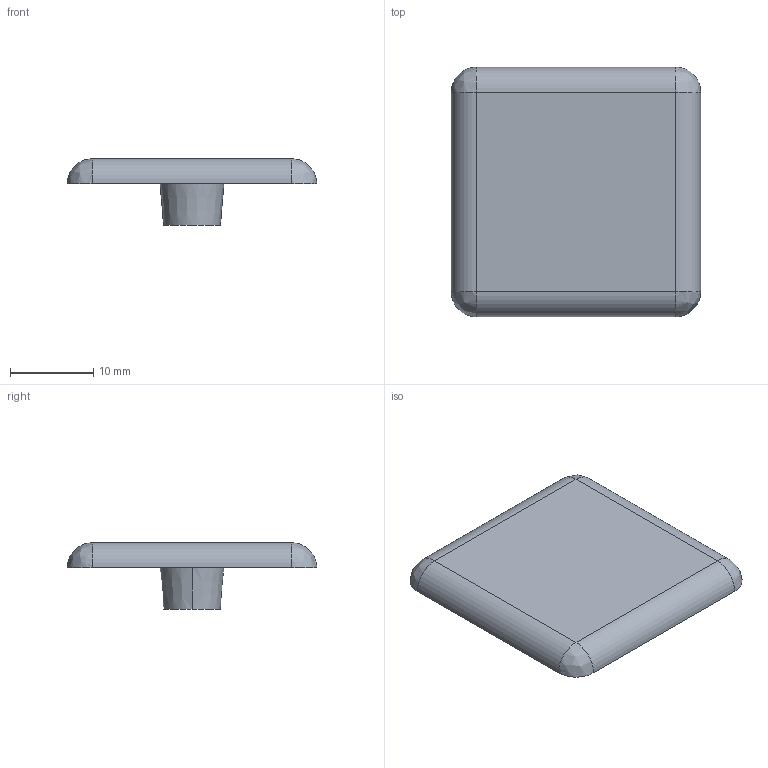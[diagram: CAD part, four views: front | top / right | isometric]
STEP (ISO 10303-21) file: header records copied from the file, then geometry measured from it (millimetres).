
FILE_DESCRIPTION (( 'STEP AP214' ), '1' );
FILE_NAME ('6138081', '2019-02-04T08:08:16', ( '' ), ('JUGARD+KÜNSTNER GmbH'), 'SwSTEP 2.0', 'SolidWorks 2017', '' );
FILE_SCHEMA (( 'AUTOMOTIVE_DESIGN' ));
Length unit declared in the file: millimetre
Products named in the file (1): 6138081_CNAJF00
Bounding box: 30 x 30 x 8 mm (x, y, z)
Volume: 2670.5 mm3; surface area: 2081.7 mm2
Topology: 1 solids, 1 shells, 13 faces, 30 edges, 16 vertices
Faces by surface type: bspline 4, cylinder 4, plane 3, cone 2
Entity records: 474 total; most frequent: CARTESIAN_POINT 180, DIRECTION 54, ORIENTED_EDGE 52, EDGE_CURVE 26, AXIS2_PLACEMENT_3D 22, VERTEX_POINT 16, EDGE_LOOP 14, ADVANCED_FACE 13
